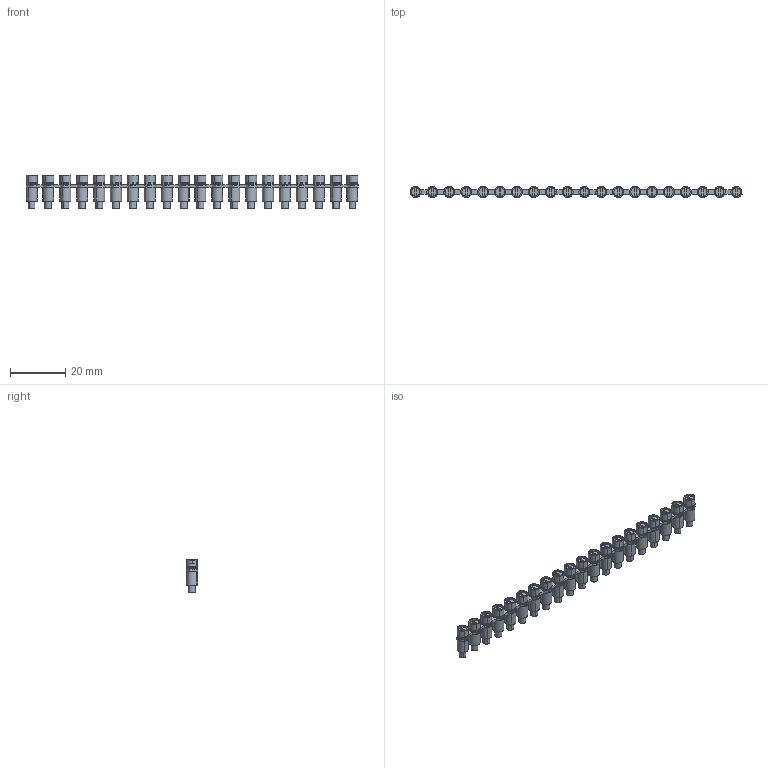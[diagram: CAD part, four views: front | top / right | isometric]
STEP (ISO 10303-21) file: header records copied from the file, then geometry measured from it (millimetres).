
FILE_DESCRIPTION(('CATIA V5 STEP Exchange','CAx-IF Rec.Pracs.--- Model Styling and Organization---1.4--- 2014-01-23'),'2;1');
FILE_NAME ('005575-2_0_1074200000_1074200000.stp','2021-05-11T04:22:55+00:00',('none'),('Weidmueller'),'CATIA Version 5-6 Release 2016 SP3 HF44','CATIA V5 STEP AP214','none');
FILE_SCHEMA(('AUTOMOTIVE_DESIGN { 1 0 10303 214 1 1 1 1 }'));
Length unit declared in the file: millimetre
Products named in the file (1): 1074200000
Bounding box: 119.9 x 4 x 12.2 mm (x, y, z)
Volume: 2743.2 mm3; surface area: 5637.9 mm2
Topology: 61 solids, 61 shells, 1124 faces, 2668 edges, 1766 vertices
Faces by surface type: plane 604, cylinder 440, cone 80
Entity records: 29858 total; most frequent: ORIENTED_EDGE 5336, CARTESIAN_POINT 5206, DIRECTION 4210, EDGE_CURVE 2668, AXIS2_PLACEMENT_3D 1852, VERTEX_POINT 1766, VECTOR 1588, LINE 1588
